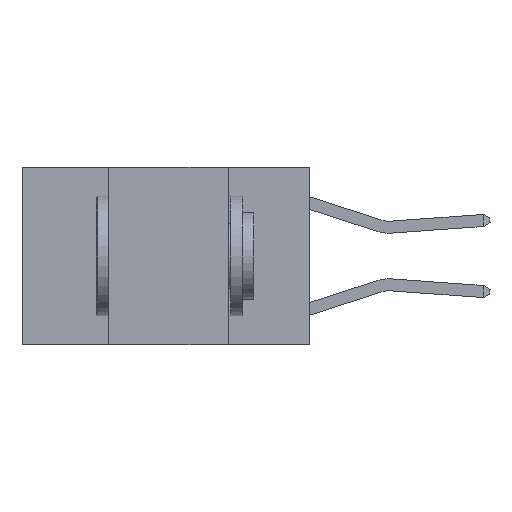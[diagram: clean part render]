
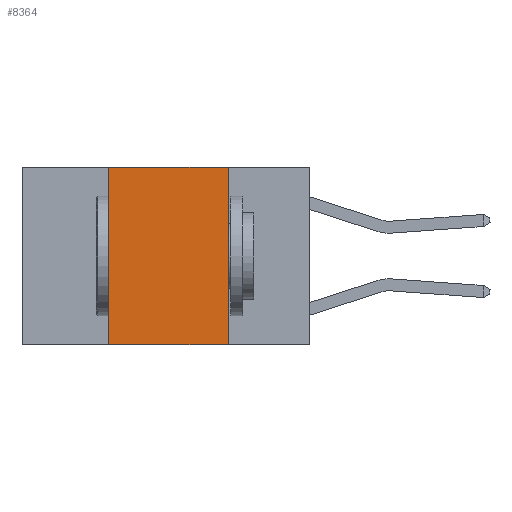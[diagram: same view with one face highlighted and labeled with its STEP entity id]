
A CAD part, left-side view. The second image highlights one B-rep face of the part: STEP entity #8364.
In plain terms, the highlighted planar face has unit normal (-1, 0, 0).
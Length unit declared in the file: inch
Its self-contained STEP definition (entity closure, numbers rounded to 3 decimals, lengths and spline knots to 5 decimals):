
#212 = CARTESIAN_POINT ( 'NONE',  ( 0., 0.17, 0. ) ) ;
#318 = LINE ( 'NONE', #5639, #7216 ) ;
#354 = VERTEX_POINT ( 'NONE', #8812 ) ;
#467 = FACE_OUTER_BOUND ( 'NONE', #6447, .T. ) ;
#972 = DIRECTION ( 'NONE',  ( 0., 0., -1. ) ) ;
#1467 = DIRECTION ( 'NONE',  ( 0., 0., -1. ) ) ;
#1586 = ORIENTED_EDGE ( 'NONE', *, *, #7810, .F. ) ;
#2113 = LINE ( 'NONE', #8410, #10948 ) ;
#2374 = CARTESIAN_POINT ( 'NONE',  ( 0., 0.6, 0. ) ) ;
#2693 = EDGE_CURVE ( 'NONE', #5355, #354, #318, .T. ) ;
#2942 = AXIS2_PLACEMENT_3D ( 'NONE', #2374, #9566, #1467 ) ;
#2960 = VERTEX_POINT ( 'NONE', #10310 ) ;
#3000 = DIRECTION ( 'NONE',  ( 0., -1., 0. ) ) ;
#3263 = PLANE ( 'NONE',  #2942 ) ;
#4402 = EDGE_CURVE ( 'NONE', #4928, #354, #9043, .T. ) ;
#4491 = EDGE_CURVE ( 'NONE', #5355, #2960, #2113, .T. ) ;
#4928 = VERTEX_POINT ( 'NONE', #7492 ) ;
#5355 = VERTEX_POINT ( 'NONE', #7699 ) ;
#5639 = CARTESIAN_POINT ( 'NONE',  ( 0., 0.6, -0.37 ) ) ;
#5892 = DIRECTION ( 'NONE',  ( 0., 0., 1. ) ) ;
#6447 = EDGE_LOOP ( 'NONE', ( #7186, #1586, #9181, #8467 ) ) ;
#6633 = DIRECTION ( 'NONE',  ( 0., -1., 0. ) ) ;
#7186 = ORIENTED_EDGE ( 'NONE', *, *, #4402, .F. ) ;
#7216 = VECTOR ( 'NONE', #6633, 39.37008 ) ;
#7492 = CARTESIAN_POINT ( 'NONE',  ( 0., 0.17, 0. ) ) ;
#7699 = CARTESIAN_POINT ( 'NONE',  ( 0., 0.42, -0.37 ) ) ;
#7810 = EDGE_CURVE ( 'NONE', #2960, #4928, #9238, .T. ) ;
#8364 = ADVANCED_FACE ( 'NONE', ( #467 ), #3263, .F. ) ;
#8410 = CARTESIAN_POINT ( 'NONE',  ( 0., 0.42, 0. ) ) ;
#8467 = ORIENTED_EDGE ( 'NONE', *, *, #2693, .T. ) ;
#8812 = CARTESIAN_POINT ( 'NONE',  ( 0., 0.17, -0.37 ) ) ;
#9043 = LINE ( 'NONE', #212, #9831 ) ;
#9181 = ORIENTED_EDGE ( 'NONE', *, *, #4491, .F. ) ;
#9238 = LINE ( 'NONE', #9983, #10059 ) ;
#9566 = DIRECTION ( 'NONE',  ( 1., 0., 0. ) ) ;
#9831 = VECTOR ( 'NONE', #972, 39.37008 ) ;
#9983 = CARTESIAN_POINT ( 'NONE',  ( 0., 0.6, 0. ) ) ;
#10059 = VECTOR ( 'NONE', #3000, 39.37008 ) ;
#10310 = CARTESIAN_POINT ( 'NONE',  ( 0., 0.42, 0. ) ) ;
#10948 = VECTOR ( 'NONE', #5892, 39.37008 ) ;
